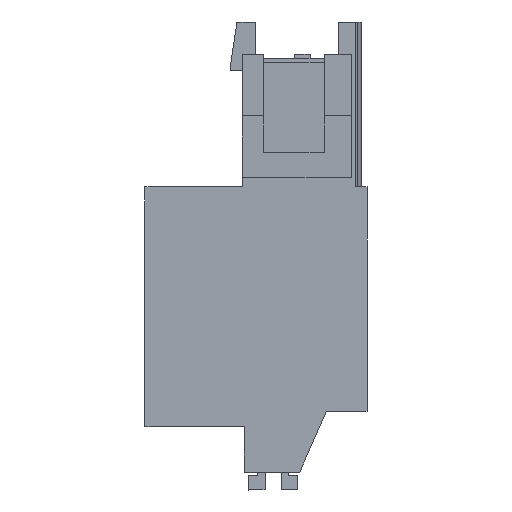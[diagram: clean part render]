
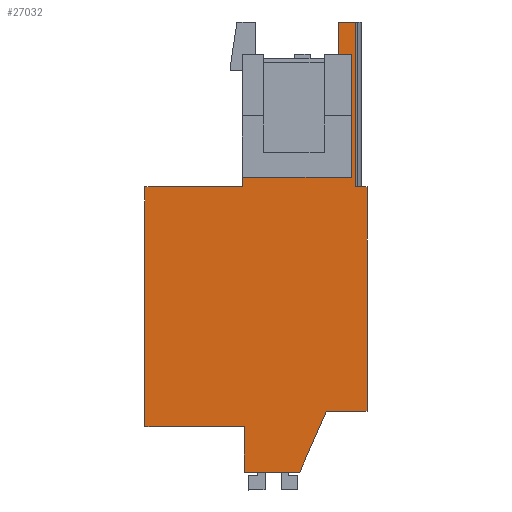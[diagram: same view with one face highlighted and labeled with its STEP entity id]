
A CAD part, left-side view. The second image highlights one B-rep face of the part: STEP entity #27032.
In plain terms, the highlighted planar face has unit normal (-1, 0, 0).
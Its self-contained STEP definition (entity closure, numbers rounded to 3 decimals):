
#26976=AXIS2_PLACEMENT_3D('Plane Axis2P3D',#26973,#26974,#26975) ;
#129=CARTESIAN_POINT('Vertex',(0.975,7.85,4.043)) ;
#463=CARTESIAN_POINT('Vertex',(0.975,7.85,1.143)) ;
#466=CARTESIAN_POINT('Line Origine',(0.975,7.85,2.593)) ;
#611=CARTESIAN_POINT('Vertex',(0.975,0.,5.043)) ;
#614=CARTESIAN_POINT('Line Origine',(0.975,1.3,5.043)) ;
#618=CARTESIAN_POINT('Vertex',(0.975,2.6,5.043)) ;
#1792=CARTESIAN_POINT('Vertex',(0.975,14.2,4.043)) ;
#1800=CARTESIAN_POINT('Line Origine',(0.975,11.025,4.043)) ;
#3143=CARTESIAN_POINT('Vertex',(0.975,0.,19.383)) ;
#3146=CARTESIAN_POINT('Line Origine',(0.975,0.,12.213)) ;
#4164=CARTESIAN_POINT('Vertex',(0.975,14.2,19.383)) ;
#4167=CARTESIAN_POINT('Line Origine',(0.975,14.2,11.713)) ;
#5321=CARTESIAN_POINT('Vertex',(0.975,7.968,19.383)) ;
#5324=CARTESIAN_POINT('Line Origine',(0.975,11.084,19.383)) ;
#5425=CARTESIAN_POINT('Line Origine',(0.975,7.968,19.96)) ;
#5429=CARTESIAN_POINT('Vertex',(0.975,7.968,20.538)) ;
#6100=CARTESIAN_POINT('Vertex',(0.975,1.848,29.933)) ;
#6103=CARTESIAN_POINT('Line Origine',(0.975,1.285,29.933)) ;
#6107=CARTESIAN_POINT('Vertex',(0.975,0.723,29.933)) ;
#6852=CARTESIAN_POINT('Vertex',(0.975,0.723,19.383)) ;
#6855=CARTESIAN_POINT('Line Origine',(0.975,0.361,19.383)) ;
#26947=CARTESIAN_POINT('Line Origine',(0.975,3.45,3.093)) ;
#26951=CARTESIAN_POINT('Vertex',(0.975,4.3,1.143)) ;
#26973=CARTESIAN_POINT('Axis2P3D Location',(0.975,6.8,19.383)) ;
#26978=CARTESIAN_POINT('Line Origine',(0.975,0.723,24.658)) ;
#26983=CARTESIAN_POINT('Line Origine',(0.975,1.848,28.63)) ;
#26987=CARTESIAN_POINT('Vertex',(0.975,1.848,27.328)) ;
#26990=CARTESIAN_POINT('Line Origine',(0.975,1.423,27.328)) ;
#26994=CARTESIAN_POINT('Vertex',(0.975,0.998,27.328)) ;
#26997=CARTESIAN_POINT('Line Origine',(0.975,0.998,23.933)) ;
#27001=CARTESIAN_POINT('Vertex',(0.975,0.998,20.538)) ;
#27004=CARTESIAN_POINT('Line Origine',(0.975,4.483,20.538)) ;
#27009=CARTESIAN_POINT('Line Origine',(0.975,6.075,1.143)) ;
#467=DIRECTION('Vector Direction',(0.,0.,-1.)) ;
#615=DIRECTION('Vector Direction',(0.,-1.,0.)) ;
#1801=DIRECTION('Vector Direction',(0.,-1.,0.)) ;
#3147=DIRECTION('Vector Direction',(0.,0.,1.)) ;
#4168=DIRECTION('Vector Direction',(0.,0.,-1.)) ;
#5325=DIRECTION('Vector Direction',(0.,1.,0.)) ;
#5426=DIRECTION('Vector Direction',(0.,0.,-1.)) ;
#6104=DIRECTION('Vector Direction',(0.,1.,0.)) ;
#6856=DIRECTION('Vector Direction',(0.,1.,0.)) ;
#26948=DIRECTION('Vector Direction',(0.,-0.4,0.917)) ;
#26974=DIRECTION('Axis2P3D Direction',(-1.,0.,0.)) ;
#26975=DIRECTION('Axis2P3D XDirection',(0.,1.,0.)) ;
#26979=DIRECTION('Vector Direction',(0.,0.,-1.)) ;
#26984=DIRECTION('Vector Direction',(0.,0.,1.)) ;
#26991=DIRECTION('Vector Direction',(0.,-1.,0.)) ;
#26998=DIRECTION('Vector Direction',(0.,0.,1.)) ;
#27005=DIRECTION('Vector Direction',(0.,1.,0.)) ;
#27010=DIRECTION('Vector Direction',(0.,-1.,0.)) ;
#468=VECTOR('Line Direction',#467,1.) ;
#616=VECTOR('Line Direction',#615,1.) ;
#1802=VECTOR('Line Direction',#1801,1.) ;
#3148=VECTOR('Line Direction',#3147,1.) ;
#4169=VECTOR('Line Direction',#4168,1.) ;
#5326=VECTOR('Line Direction',#5325,1.) ;
#5427=VECTOR('Line Direction',#5426,1.) ;
#6105=VECTOR('Line Direction',#6104,1.) ;
#6857=VECTOR('Line Direction',#6856,1.) ;
#26949=VECTOR('Line Direction',#26948,1.) ;
#26980=VECTOR('Line Direction',#26979,1.) ;
#26985=VECTOR('Line Direction',#26984,1.) ;
#26992=VECTOR('Line Direction',#26991,1.) ;
#26999=VECTOR('Line Direction',#26998,1.) ;
#27006=VECTOR('Line Direction',#27005,1.) ;
#27011=VECTOR('Line Direction',#27010,1.) ;
#27015=ORIENTED_EDGE('',*,*,#6859,.T.) ;
#27016=ORIENTED_EDGE('',*,*,#26982,.F.) ;
#27017=ORIENTED_EDGE('',*,*,#6109,.T.) ;
#27018=ORIENTED_EDGE('',*,*,#26989,.T.) ;
#27019=ORIENTED_EDGE('',*,*,#26996,.T.) ;
#27020=ORIENTED_EDGE('',*,*,#27003,.T.) ;
#27021=ORIENTED_EDGE('',*,*,#27008,.T.) ;
#27022=ORIENTED_EDGE('',*,*,#5431,.F.) ;
#27023=ORIENTED_EDGE('',*,*,#5328,.T.) ;
#27024=ORIENTED_EDGE('',*,*,#4171,.T.) ;
#27025=ORIENTED_EDGE('',*,*,#1804,.T.) ;
#27026=ORIENTED_EDGE('',*,*,#470,.T.) ;
#27027=ORIENTED_EDGE('',*,*,#27013,.T.) ;
#27028=ORIENTED_EDGE('',*,*,#26953,.T.) ;
#27029=ORIENTED_EDGE('',*,*,#620,.T.) ;
#27030=ORIENTED_EDGE('',*,*,#3150,.T.) ;
#27032=ADVANCED_FACE('HOUSING',(#27031),#26977,.T.) ;
#470=EDGE_CURVE('',#130,#464,#469,.T.) ;
#620=EDGE_CURVE('',#619,#612,#617,.T.) ;
#1804=EDGE_CURVE('',#1793,#130,#1803,.T.) ;
#3150=EDGE_CURVE('',#612,#3144,#3149,.T.) ;
#4171=EDGE_CURVE('',#4165,#1793,#4170,.T.) ;
#5328=EDGE_CURVE('',#5322,#4165,#5327,.T.) ;
#5431=EDGE_CURVE('',#5322,#5430,#5428,.F.) ;
#6109=EDGE_CURVE('',#6108,#6101,#6106,.T.) ;
#6859=EDGE_CURVE('',#3144,#6853,#6858,.T.) ;
#26953=EDGE_CURVE('',#26952,#619,#26950,.T.) ;
#26982=EDGE_CURVE('',#6108,#6853,#26981,.T.) ;
#26989=EDGE_CURVE('',#6101,#26988,#26986,.F.) ;
#26996=EDGE_CURVE('',#26988,#26995,#26993,.T.) ;
#27003=EDGE_CURVE('',#26995,#27002,#27000,.F.) ;
#27008=EDGE_CURVE('',#27002,#5430,#27007,.T.) ;
#27013=EDGE_CURVE('',#464,#26952,#27012,.T.) ;
#27014=EDGE_LOOP('',(#27015,#27016,#27017,#27018,#27019,#27020,#27021,#27022,#27023,#27024,#27025,#27026,#27027,#27028,#27029,#27030)) ;
#27031=FACE_OUTER_BOUND('',#27014,.T.) ;
#469=LINE('Line',#466,#468) ;
#617=LINE('Line',#614,#616) ;
#1803=LINE('Line',#1800,#1802) ;
#3149=LINE('Line',#3146,#3148) ;
#4170=LINE('Line',#4167,#4169) ;
#5327=LINE('Line',#5324,#5326) ;
#5428=LINE('Line',#5425,#5427) ;
#6106=LINE('Line',#6103,#6105) ;
#6858=LINE('Line',#6855,#6857) ;
#26950=LINE('Line',#26947,#26949) ;
#26981=LINE('Line',#26978,#26980) ;
#26986=LINE('Line',#26983,#26985) ;
#26993=LINE('Line',#26990,#26992) ;
#27000=LINE('Line',#26997,#26999) ;
#27007=LINE('Line',#27004,#27006) ;
#27012=LINE('Line',#27009,#27011) ;
#26977=PLANE('',#26976) ;
#130=VERTEX_POINT('',#129) ;
#464=VERTEX_POINT('',#463) ;
#612=VERTEX_POINT('',#611) ;
#619=VERTEX_POINT('',#618) ;
#1793=VERTEX_POINT('',#1792) ;
#3144=VERTEX_POINT('',#3143) ;
#4165=VERTEX_POINT('',#4164) ;
#5322=VERTEX_POINT('',#5321) ;
#5430=VERTEX_POINT('',#5429) ;
#6101=VERTEX_POINT('',#6100) ;
#6108=VERTEX_POINT('',#6107) ;
#6853=VERTEX_POINT('',#6852) ;
#26952=VERTEX_POINT('',#26951) ;
#26988=VERTEX_POINT('',#26987) ;
#26995=VERTEX_POINT('',#26994) ;
#27002=VERTEX_POINT('',#27001) ;
